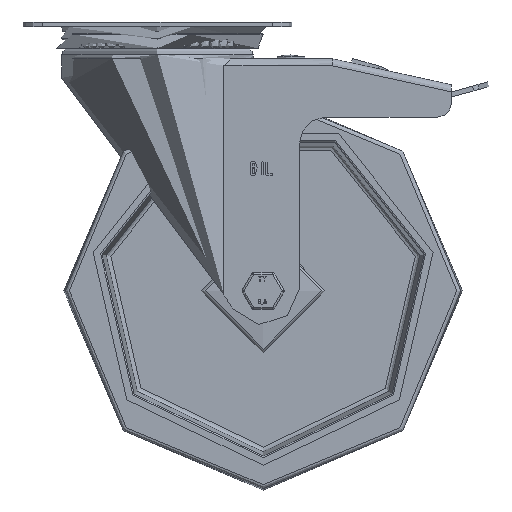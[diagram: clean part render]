
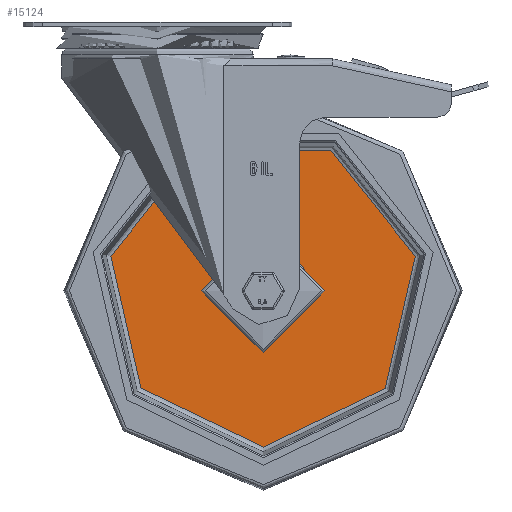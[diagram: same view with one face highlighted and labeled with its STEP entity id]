
A CAD part, front view. The second image highlights one B-rep face of the part: STEP entity #15124.
In plain terms, the highlighted planar face has unit normal (0, -1, 0).
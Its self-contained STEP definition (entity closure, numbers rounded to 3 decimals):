
#729=FACE_BOUND('',#3110,.T.);
#1031=PLANE('',#16574);
#2165=FACE_OUTER_BOUND('',#3109,.T.);
#3109=EDGE_LOOP('',(#11747));
#3110=EDGE_LOOP('',(#11748));
#6163=CIRCLE('',#16530,78.345);
#6164=CIRCLE('',#16532,29.75);
#7007=VERTEX_POINT('',#26070);
#7008=VERTEX_POINT('',#26074);
#8724=EDGE_CURVE('',#7007,#7007,#6163,.T.);
#8725=EDGE_CURVE('',#7008,#7008,#6164,.T.);
#11747=ORIENTED_EDGE('',*,*,#8724,.F.);
#11748=ORIENTED_EDGE('',*,*,#8725,.T.);
#15124=ADVANCED_FACE('',(#2165,#729),#1031,.T.);
#16530=AXIS2_PLACEMENT_3D('',#26072,#18940,#18941);
#16532=AXIS2_PLACEMENT_3D('',#26075,#18944,#18945);
#16574=AXIS2_PLACEMENT_3D('',#26144,#19036,#19037);
#18940=DIRECTION('center_axis',(0.,1.,0.));
#18941=DIRECTION('ref_axis',(0.,0.,1.));
#18944=DIRECTION('center_axis',(0.,1.,0.));
#18945=DIRECTION('ref_axis',(0.,0.,1.));
#19036=DIRECTION('center_axis',(0.,-1.,0.));
#19037=DIRECTION('ref_axis',(0.,0.,-1.));
#26070=CARTESIAN_POINT('',(0.,-3.25,-78.345));
#26072=CARTESIAN_POINT('Origin',(0.,-3.25,0.));
#26074=CARTESIAN_POINT('',(0.,-3.25,-29.75));
#26075=CARTESIAN_POINT('Origin',(0.,-3.25,0.));
#26144=CARTESIAN_POINT('Origin',(0.,-3.25,54.048));
